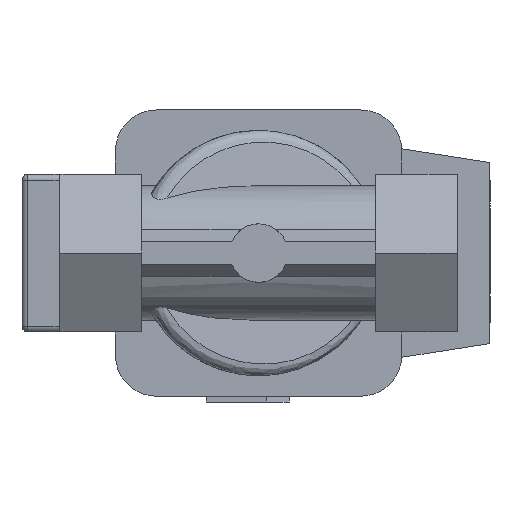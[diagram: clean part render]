
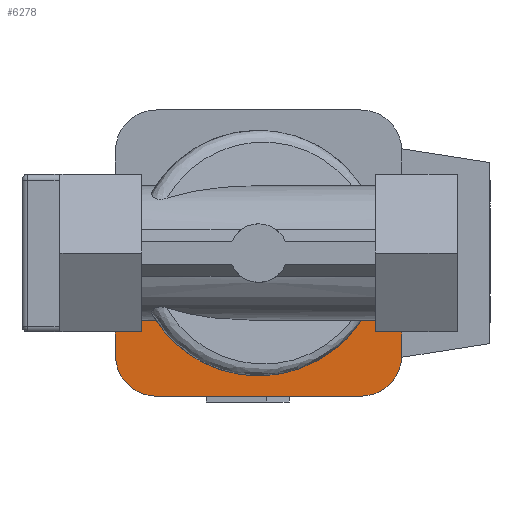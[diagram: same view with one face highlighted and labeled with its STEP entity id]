
A CAD part, front view. The second image highlights one B-rep face of the part: STEP entity #6278.
In plain terms, the highlighted planar face has unit normal (0, -1, 0).
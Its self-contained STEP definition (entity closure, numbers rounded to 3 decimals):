
#268=PLANE('',#6724);
#529=FACE_OUTER_BOUND('',#901,.T.);
#901=EDGE_LOOP('',(#4573,#4574,#4575,#4576,#4577,#4578,#4579,#4580,#4581,
#4582,#4583,#4584));
#1363=LINE('',#9582,#1961);
#1376=LINE('',#9606,#1974);
#1377=LINE('',#9610,#1975);
#1378=LINE('',#9614,#1976);
#1379=LINE('',#9616,#1977);
#1380=LINE('',#9618,#1978);
#1381=LINE('',#9620,#1979);
#1382=LINE('',#9624,#1980);
#1383=LINE('',#9625,#1981);
#1961=VECTOR('',#7576,10.);
#1974=VECTOR('',#7603,10.);
#1975=VECTOR('',#7606,10.);
#1976=VECTOR('',#7609,10.);
#1977=VECTOR('',#7610,10.);
#1978=VECTOR('',#7611,10.);
#1979=VECTOR('',#7612,10.);
#1980=VECTOR('',#7615,10.);
#1981=VECTOR('',#7616,10.);
#2494=CIRCLE('',#6725,7.);
#2495=CIRCLE('',#6726,7.);
#2496=CIRCLE('',#6727,21.);
#2838=VERTEX_POINT('',#9578);
#2840=VERTEX_POINT('',#9581);
#2844=VERTEX_POINT('',#9605);
#2845=VERTEX_POINT('',#9607);
#2846=VERTEX_POINT('',#9609);
#2847=VERTEX_POINT('',#9611);
#2848=VERTEX_POINT('',#9613);
#2849=VERTEX_POINT('',#9615);
#2850=VERTEX_POINT('',#9617);
#2851=VERTEX_POINT('',#9619);
#2852=VERTEX_POINT('',#9621);
#2853=VERTEX_POINT('',#9623);
#3501=EDGE_CURVE('',#2840,#2838,#1363,.T.);
#3514=EDGE_CURVE('',#2844,#2838,#1376,.T.);
#3515=EDGE_CURVE('',#2845,#2844,#2494,.T.);
#3516=EDGE_CURVE('',#2846,#2845,#1377,.T.);
#3517=EDGE_CURVE('',#2847,#2846,#2495,.T.);
#3518=EDGE_CURVE('',#2848,#2847,#1378,.T.);
#3519=EDGE_CURVE('',#2848,#2849,#1379,.T.);
#3520=EDGE_CURVE('',#2849,#2850,#1380,.T.);
#3521=EDGE_CURVE('',#2850,#2851,#1381,.T.);
#3522=EDGE_CURVE('',#2851,#2852,#2496,.T.);
#3523=EDGE_CURVE('',#2852,#2853,#1382,.T.);
#3524=EDGE_CURVE('',#2853,#2840,#1383,.T.);
#4573=ORIENTED_EDGE('',*,*,#3501,.T.);
#4574=ORIENTED_EDGE('',*,*,#3514,.F.);
#4575=ORIENTED_EDGE('',*,*,#3515,.F.);
#4576=ORIENTED_EDGE('',*,*,#3516,.F.);
#4577=ORIENTED_EDGE('',*,*,#3517,.F.);
#4578=ORIENTED_EDGE('',*,*,#3518,.F.);
#4579=ORIENTED_EDGE('',*,*,#3519,.T.);
#4580=ORIENTED_EDGE('',*,*,#3520,.T.);
#4581=ORIENTED_EDGE('',*,*,#3521,.T.);
#4582=ORIENTED_EDGE('',*,*,#3522,.T.);
#4583=ORIENTED_EDGE('',*,*,#3523,.T.);
#4584=ORIENTED_EDGE('',*,*,#3524,.T.);
#6278=ADVANCED_FACE('',(#529),#268,.F.);
#6724=AXIS2_PLACEMENT_3D('',#9604,#7601,#7602);
#6725=AXIS2_PLACEMENT_3D('',#9608,#7604,#7605);
#6726=AXIS2_PLACEMENT_3D('',#9612,#7607,#7608);
#6727=AXIS2_PLACEMENT_3D('',#9622,#7613,#7614);
#7576=DIRECTION('',(-1.,0.,0.));
#7601=DIRECTION('center_axis',(0.,1.,0.));
#7602=DIRECTION('ref_axis',(0.,0.,1.));
#7603=DIRECTION('',(0.,0.,1.));
#7604=DIRECTION('center_axis',(0.,1.,0.));
#7605=DIRECTION('ref_axis',(0.,0.,-1.));
#7606=DIRECTION('',(-1.,0.,0.));
#7607=DIRECTION('center_axis',(0.,1.,0.));
#7608=DIRECTION('ref_axis',(1.,0.,0.));
#7609=DIRECTION('',(0.,0.,-1.));
#7610=DIRECTION('',(-1.,0.,0.));
#7611=DIRECTION('',(0.,0.,-1.));
#7612=DIRECTION('',(-1.,0.,0.));
#7613=DIRECTION('center_axis',(0.,1.,0.));
#7614=DIRECTION('ref_axis',(1.,0.,0.));
#7615=DIRECTION('',(-1.,0.,0.));
#7616=DIRECTION('',(0.,0.,1.));
#9578=CARTESIAN_POINT('',(-24.5,0.,-9.679));
#9581=CARTESIAN_POINT('',(-20.,0.,-9.679));
#9582=CARTESIAN_POINT('',(-10.,0.,-9.679));
#9604=CARTESIAN_POINT('Origin',(0.,0.,0.));
#9605=CARTESIAN_POINT('',(-24.5,0.,-17.5));
#9606=CARTESIAN_POINT('',(-24.5,0.,-17.5));
#9607=CARTESIAN_POINT('',(-17.5,0.,-24.5));
#9608=CARTESIAN_POINT('Origin',(-17.5,0.,-17.5));
#9609=CARTESIAN_POINT('',(17.5,0.,-24.5));
#9610=CARTESIAN_POINT('',(17.5,0.,-24.5));
#9611=CARTESIAN_POINT('',(24.5,0.,-17.5));
#9612=CARTESIAN_POINT('Origin',(17.5,0.,-17.5));
#9613=CARTESIAN_POINT('',(24.5,0.,-9.679));
#9614=CARTESIAN_POINT('',(24.5,0.,17.5));
#9615=CARTESIAN_POINT('',(20.,0.,-9.679));
#9616=CARTESIAN_POINT('',(10.,0.,-9.679));
#9617=CARTESIAN_POINT('',(20.,0.,-11.5));
#9618=CARTESIAN_POINT('',(20.,0.,0.));
#9619=CARTESIAN_POINT('',(17.572,0.,-11.5));
#9620=CARTESIAN_POINT('',(0.,0.,-11.5));
#9621=CARTESIAN_POINT('',(-17.572,0.,-11.5));
#9622=CARTESIAN_POINT('Origin',(0.,0.,0.));
#9623=CARTESIAN_POINT('',(-20.,0.,-11.5));
#9624=CARTESIAN_POINT('',(0.,0.,-11.5));
#9625=CARTESIAN_POINT('',(-20.,0.,0.));
